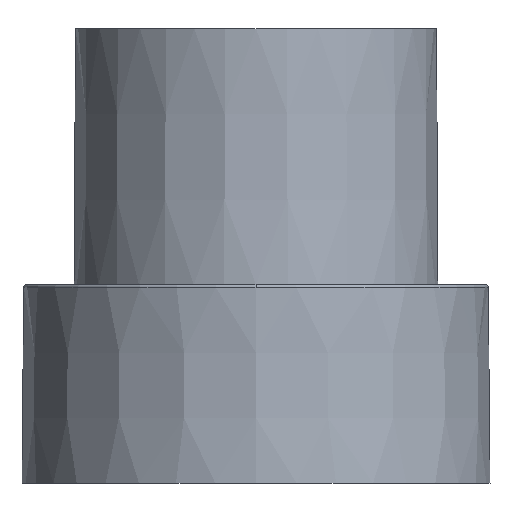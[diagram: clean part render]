
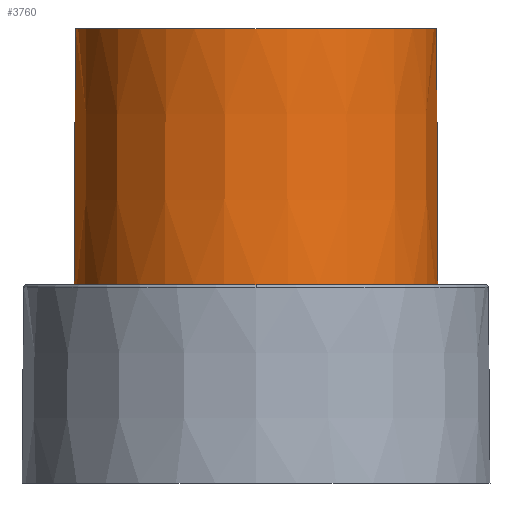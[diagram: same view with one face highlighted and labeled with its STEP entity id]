
A CAD part, front view. The second image highlights one B-rep face of the part: STEP entity #3760.
In plain terms, the highlighted conical face has half-angle 0.3 degrees and reference radius 40.8 mm.
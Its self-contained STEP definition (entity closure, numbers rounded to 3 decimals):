
#1370=CARTESIAN_POINT('',(-292.829,-131.37,1502.889
));
#1380=DIRECTION('',(-0.005,-1.,
0.));
#1390=VECTOR('',#1380,7792.262);
#1400=LINE('',#1370,#1390);
#1410=CARTESIAN_POINT('',(-292.528,-73.87,
1502.889));
#1420=VERTEX_POINT('',#1410);
#1430=CARTESIAN_POINT('',(-292.829,-131.37,
1502.889));
#1440=VERTEX_POINT('',#1430);
#1450=EDGE_CURVE('',#1420,#1440,#1400,.T.);
#1470=CARTESIAN_POINT('',(-252.029,-131.37,1502.889)
);
#1480=DIRECTION('',(0.,-1.,0.));
#1490=DIRECTION('',(0.,0.,1.));
#1500=AXIS2_PLACEMENT_3D('',#1470,#1480,#1490);
#1510=CIRCLE('',#1500,40.8);
#1560=CARTESIAN_POINT('',(-211.229,-131.37,
1502.889));
#1570=VERTEX_POINT('',#1560);
#1600=CARTESIAN_POINT('',(-211.229,-131.37,1502.889)
);
#1610=DIRECTION('',(0.005,-1.,
0.));
#1620=VECTOR('',#1610,7792.262);
#1630=LINE('',#1600,#1620);
#1640=CARTESIAN_POINT('',(-211.53,-73.87,
1502.889));
#1650=VERTEX_POINT('',#1640);
#1660=EDGE_CURVE('',#1650,#1570,#1630,.T.);
#1680=CARTESIAN_POINT('',(-252.029,-73.87,
1502.889));
#1690=DIRECTION('',(0.,-1.,0.));
#1700=DIRECTION('',(1.,0.,0.));
#1710=AXIS2_PLACEMENT_3D('',#1680,#1690,#1700);
#1720=CIRCLE('',#1710,40.499);
#2870=EDGE_CURVE('',#1650,#1420,#1720,.T.);
#3140=EDGE_CURVE('',#1570,#1440,#1510,.T.);
#3650=CARTESIAN_POINT('',(-252.029,-131.37,1502.889
));
#3660=DIRECTION('',(0.,-1.,0.));
#3670=DIRECTION('',(1.,0.,0.));
#3680=AXIS2_PLACEMENT_3D('',#3650,#3660,#3670);
#3690=CONICAL_SURFACE('',#3680,40.8,0.005);
#3700=ORIENTED_EDGE('',*,*,#3140,.F.);
#3710=ORIENTED_EDGE('',*,*,#1450,.T.);
#3720=ORIENTED_EDGE('',*,*,#2870,.T.);
#3730=ORIENTED_EDGE('',*,*,#1660,.F.);
#3740=EDGE_LOOP('',(#3730,#3720,#3710,#3700));
#3750=FACE_OUTER_BOUND('',#3740,.T.);
#3760=ADVANCED_FACE('',(#3750),#3690,.T.);
